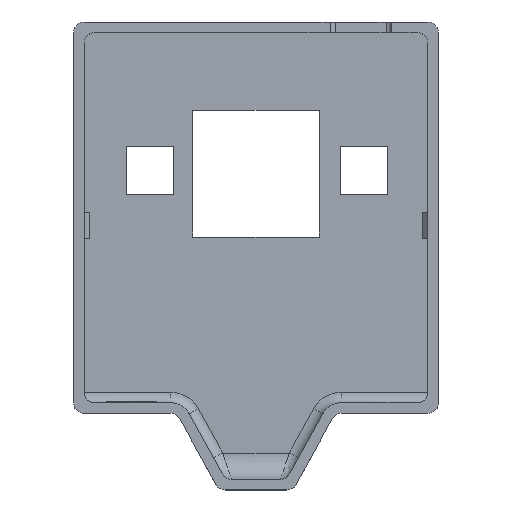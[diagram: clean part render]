
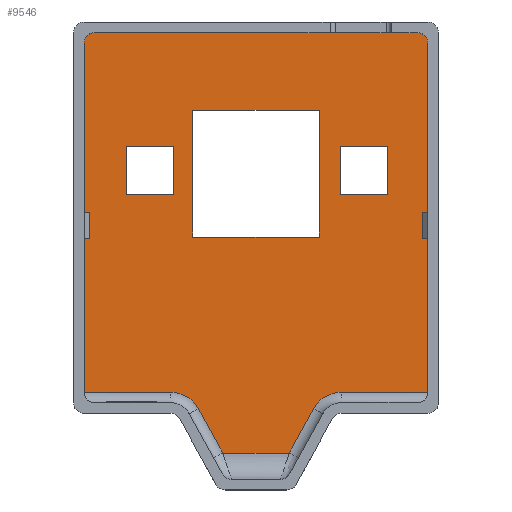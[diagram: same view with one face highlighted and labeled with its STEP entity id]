
A CAD part, top view. The second image highlights one B-rep face of the part: STEP entity #9546.
In plain terms, the highlighted planar face has unit normal (0, 0, 1).
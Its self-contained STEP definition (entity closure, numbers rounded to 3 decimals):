
#881=FACE_BOUND('',#2113,.T.);
#882=FACE_BOUND('',#2114,.T.);
#883=FACE_BOUND('',#2115,.T.);
#1071=PLANE('',#9868);
#1556=FACE_OUTER_BOUND('',#2112,.T.);
#2112=EDGE_LOOP('',(#8795,#8796,#8797,#8798,#8799,#8800,#8801,#8802,#8803,
#8804,#8805,#8806));
#2113=EDGE_LOOP('',(#8807,#8808,#8809,#8810));
#2114=EDGE_LOOP('',(#8811,#8812,#8813,#8814));
#2115=EDGE_LOOP('',(#8815,#8816,#8817,#8818));
#2177=LINE('',#11468,#2970);
#2233=LINE('',#11591,#3026);
#2236=LINE('',#11596,#3029);
#2238=LINE('',#11601,#3031);
#2241=LINE('',#11606,#3034);
#2243=LINE('',#11611,#3036);
#2246=LINE('',#11616,#3039);
#2248=LINE('',#11620,#3041);
#2249=LINE('',#11622,#3042);
#2251=LINE('',#11626,#3044);
#2252=LINE('',#11628,#3045);
#2254=LINE('',#11632,#3047);
#2255=LINE('',#11634,#3048);
#2902=LINE('',#18662,#3695);
#2916=LINE('',#18690,#3709);
#2920=LINE('',#18737,#3713);
#2922=LINE('',#18746,#3715);
#2927=LINE('',#18758,#3720);
#2928=LINE('',#18764,#3721);
#2929=LINE('',#18767,#3722);
#2970=VECTOR('',#9986,10.);
#3026=VECTOR('',#10082,10.);
#3029=VECTOR('',#10087,10.);
#3031=VECTOR('',#10091,10.);
#3034=VECTOR('',#10096,10.);
#3036=VECTOR('',#10100,10.);
#3039=VECTOR('',#10105,10.);
#3041=VECTOR('',#10109,10.);
#3042=VECTOR('',#10112,10.);
#3044=VECTOR('',#10116,10.);
#3045=VECTOR('',#10119,10.);
#3047=VECTOR('',#10123,10.);
#3048=VECTOR('',#10126,10.);
#3695=VECTOR('',#11167,10.);
#3709=VECTOR('',#11193,10.);
#3713=VECTOR('',#11211,10.);
#3715=VECTOR('',#11223,10.);
#3720=VECTOR('',#11236,10.);
#3721=VECTOR('',#11245,10.);
#3722=VECTOR('',#11248,10.);
#3799=CIRCLE('',#9860,6.);
#3801=CIRCLE('',#9869,2.);
#3802=CIRCLE('',#9870,2.);
#3803=CIRCLE('',#9871,6.);
#3844=VERTEX_POINT('',#11465);
#3845=VERTEX_POINT('',#11467);
#3891=VERTEX_POINT('',#11588);
#3892=VERTEX_POINT('',#11590);
#3893=VERTEX_POINT('',#11594);
#3894=VERTEX_POINT('',#11598);
#3895=VERTEX_POINT('',#11600);
#3896=VERTEX_POINT('',#11604);
#3897=VERTEX_POINT('',#11608);
#3898=VERTEX_POINT('',#11610);
#3899=VERTEX_POINT('',#11614);
#3900=VERTEX_POINT('',#11618);
#3901=VERTEX_POINT('',#11624);
#3902=VERTEX_POINT('',#11630);
#4725=VERTEX_POINT('',#18659);
#4726=VERTEX_POINT('',#18661);
#4733=VERTEX_POINT('',#18687);
#4734=VERTEX_POINT('',#18689);
#4738=VERTEX_POINT('',#18729);
#4740=VERTEX_POINT('',#18735);
#4742=VERTEX_POINT('',#18741);
#4745=VERTEX_POINT('',#18757);
#4746=VERTEX_POINT('',#18763);
#4747=VERTEX_POINT('',#18765);
#4785=EDGE_CURVE('',#3844,#3845,#2177,.F.);
#4845=EDGE_CURVE('',#3892,#3891,#2233,.T.);
#4848=EDGE_CURVE('',#3891,#3893,#2236,.T.);
#4850=EDGE_CURVE('',#3895,#3894,#2238,.T.);
#4853=EDGE_CURVE('',#3894,#3896,#2241,.T.);
#4855=EDGE_CURVE('',#3898,#3897,#2243,.T.);
#4858=EDGE_CURVE('',#3897,#3899,#2246,.T.);
#4860=EDGE_CURVE('',#3893,#3900,#2248,.T.);
#4861=EDGE_CURVE('',#3900,#3892,#2249,.T.);
#4863=EDGE_CURVE('',#3896,#3901,#2251,.T.);
#4864=EDGE_CURVE('',#3901,#3895,#2252,.T.);
#4866=EDGE_CURVE('',#3899,#3902,#2254,.T.);
#4867=EDGE_CURVE('',#3902,#3898,#2255,.T.);
#6088=EDGE_CURVE('',#4726,#4725,#2902,.T.);
#6102=EDGE_CURVE('',#4733,#4734,#2916,.F.);
#6111=EDGE_CURVE('',#4740,#4738,#2920,.T.);
#6114=EDGE_CURVE('',#4742,#4740,#3799,.T.);
#6116=EDGE_CURVE('',#4734,#4742,#2922,.T.);
#6122=EDGE_CURVE('',#4745,#4738,#2927,.T.);
#6124=EDGE_CURVE('',#4733,#3845,#3801,.T.);
#6125=EDGE_CURVE('',#3844,#4726,#3802,.T.);
#6126=EDGE_CURVE('',#4746,#4725,#2928,.T.);
#6127=EDGE_CURVE('',#4747,#4746,#3803,.T.);
#6128=EDGE_CURVE('',#4745,#4747,#2929,.T.);
#8795=ORIENTED_EDGE('',*,*,#6111,.F.);
#8796=ORIENTED_EDGE('',*,*,#6114,.F.);
#8797=ORIENTED_EDGE('',*,*,#6116,.F.);
#8798=ORIENTED_EDGE('',*,*,#6102,.F.);
#8799=ORIENTED_EDGE('',*,*,#6124,.T.);
#8800=ORIENTED_EDGE('',*,*,#4785,.F.);
#8801=ORIENTED_EDGE('',*,*,#6125,.T.);
#8802=ORIENTED_EDGE('',*,*,#6088,.T.);
#8803=ORIENTED_EDGE('',*,*,#6126,.F.);
#8804=ORIENTED_EDGE('',*,*,#6127,.F.);
#8805=ORIENTED_EDGE('',*,*,#6128,.F.);
#8806=ORIENTED_EDGE('',*,*,#6122,.T.);
#8807=ORIENTED_EDGE('',*,*,#4860,.T.);
#8808=ORIENTED_EDGE('',*,*,#4861,.T.);
#8809=ORIENTED_EDGE('',*,*,#4845,.T.);
#8810=ORIENTED_EDGE('',*,*,#4848,.T.);
#8811=ORIENTED_EDGE('',*,*,#4863,.T.);
#8812=ORIENTED_EDGE('',*,*,#4864,.T.);
#8813=ORIENTED_EDGE('',*,*,#4850,.T.);
#8814=ORIENTED_EDGE('',*,*,#4853,.T.);
#8815=ORIENTED_EDGE('',*,*,#4866,.T.);
#8816=ORIENTED_EDGE('',*,*,#4867,.T.);
#8817=ORIENTED_EDGE('',*,*,#4855,.T.);
#8818=ORIENTED_EDGE('',*,*,#4858,.T.);
#9546=ADVANCED_FACE('',(#1556,#881,#882,#883),#1071,.F.);
#9860=AXIS2_PLACEMENT_3D('',#18743,#11217,#11218);
#9868=AXIS2_PLACEMENT_3D('',#18760,#11239,#11240);
#9869=AXIS2_PLACEMENT_3D('',#18761,#11241,#11242);
#9870=AXIS2_PLACEMENT_3D('',#18762,#11243,#11244);
#9871=AXIS2_PLACEMENT_3D('',#18766,#11246,#11247);
#9986=DIRECTION('',(-1.,0.,0.));
#10082=DIRECTION('',(-1.,0.,0.));
#10087=DIRECTION('',(0.,1.,0.));
#10091=DIRECTION('',(1.,0.,0.));
#10096=DIRECTION('',(0.,-1.,0.));
#10100=DIRECTION('',(-1.,0.,0.));
#10105=DIRECTION('',(0.,1.,0.));
#10109=DIRECTION('',(1.,0.,0.));
#10112=DIRECTION('',(0.,-1.,0.));
#10116=DIRECTION('',(-1.,0.,0.));
#10119=DIRECTION('',(0.,1.,0.));
#10123=DIRECTION('',(1.,0.,0.));
#10126=DIRECTION('',(0.,-1.,0.));
#11167=DIRECTION('',(0.,-1.,0.));
#11193=DIRECTION('',(0.,1.,0.));
#11211=DIRECTION('',(-0.483,-0.876,0.));
#11217=DIRECTION('center_axis',(0.,0.,1.));
#11218=DIRECTION('ref_axis',(-0.508,0.861,0.));
#11223=DIRECTION('',(-1.,0.,0.));
#11236=DIRECTION('',(1.,0.,0.));
#11239=DIRECTION('center_axis',(0.,0.,-1.));
#11240=DIRECTION('ref_axis',(0.,1.,0.));
#11241=DIRECTION('center_axis',(0.,0.,1.));
#11242=DIRECTION('ref_axis',(0.707,0.707,0.));
#11243=DIRECTION('center_axis',(0.,0.,1.));
#11244=DIRECTION('ref_axis',(-0.707,0.707,0.));
#11245=DIRECTION('',(-1.,0.,0.));
#11246=DIRECTION('center_axis',(0.,0.,1.));
#11247=DIRECTION('ref_axis',(0.508,0.861,0.));
#11248=DIRECTION('',(-0.483,0.876,0.));
#11465=CARTESIAN_POINT('',(-30.5,39.65,2.));
#11467=CARTESIAN_POINT('',(30.5,39.65,2.));
#11468=CARTESIAN_POINT('',(-17.25,39.65,2.));
#11588=CARTESIAN_POINT('',(-24.546,9.071,2.));
#11590=CARTESIAN_POINT('',(-15.566,9.071,2.));
#11591=CARTESIAN_POINT('',(-12.273,9.071,2.));
#11594=CARTESIAN_POINT('',(-24.546,18.051,2.));
#11596=CARTESIAN_POINT('',(-24.546,7.725,2.));
#11598=CARTESIAN_POINT('',(12.,25.,2.));
#11600=CARTESIAN_POINT('',(-12.,25.,2.));
#11601=CARTESIAN_POINT('',(6.,25.,2.));
#11604=CARTESIAN_POINT('',(12.,1.,2.));
#11606=CARTESIAN_POINT('',(12.,-0.8,2.));
#11608=CARTESIAN_POINT('',(15.968,9.101,2.));
#11610=CARTESIAN_POINT('',(24.948,9.101,2.));
#11611=CARTESIAN_POINT('',(7.984,9.101,2.));
#11614=CARTESIAN_POINT('',(15.968,18.081,2.));
#11616=CARTESIAN_POINT('',(15.968,7.74,2.));
#11618=CARTESIAN_POINT('',(-15.566,18.051,2.));
#11620=CARTESIAN_POINT('',(-7.783,18.051,2.));
#11622=CARTESIAN_POINT('',(-15.566,3.235,2.));
#11624=CARTESIAN_POINT('',(-12.,1.,2.));
#11626=CARTESIAN_POINT('',(-6.,1.,2.));
#11628=CARTESIAN_POINT('',(-12.,11.2,2.));
#11630=CARTESIAN_POINT('',(24.948,18.081,2.));
#11632=CARTESIAN_POINT('',(12.474,18.081,2.));
#11634=CARTESIAN_POINT('',(24.948,3.25,2.));
#18659=CARTESIAN_POINT('',(-32.5,-28.35,2.));
#18661=CARTESIAN_POINT('',(-32.5,37.65,2.));
#18662=CARTESIAN_POINT('',(-32.5,-17.475,2.));
#18687=CARTESIAN_POINT('',(32.5,37.65,2.));
#18689=CARTESIAN_POINT('',(32.5,-28.35,2.));
#18690=CARTESIAN_POINT('',(32.5,19.525,2.));
#18729=CARTESIAN_POINT('',(6.294,-39.85,2.));
#18735=CARTESIAN_POINT('',(10.927,-31.452,2.));
#18737=CARTESIAN_POINT('',(16.039,-22.186,2.));
#18741=CARTESIAN_POINT('',(16.181,-28.35,2.));
#18743=CARTESIAN_POINT('Origin',(16.181,-34.35,2.));
#18746=CARTESIAN_POINT('',(17.25,-28.35,2.));
#18757=CARTESIAN_POINT('',(-6.294,-39.85,2.));
#18758=CARTESIAN_POINT('',(3.5,-39.85,2.));
#18760=CARTESIAN_POINT('Origin',(0.,-2.6,
2.));
#18761=CARTESIAN_POINT('Origin',(30.5,37.65,2.));
#18762=CARTESIAN_POINT('Origin',(-30.5,37.65,2.));
#18763=CARTESIAN_POINT('',(-16.181,-28.35,2.));
#18764=CARTESIAN_POINT('',(-7.5,-28.35,2.));
#18765=CARTESIAN_POINT('',(-10.927,-31.452,2.));
#18766=CARTESIAN_POINT('Origin',(-16.181,-34.35,2.));
#18767=CARTESIAN_POINT('',(-12.039,-29.436,2.));
